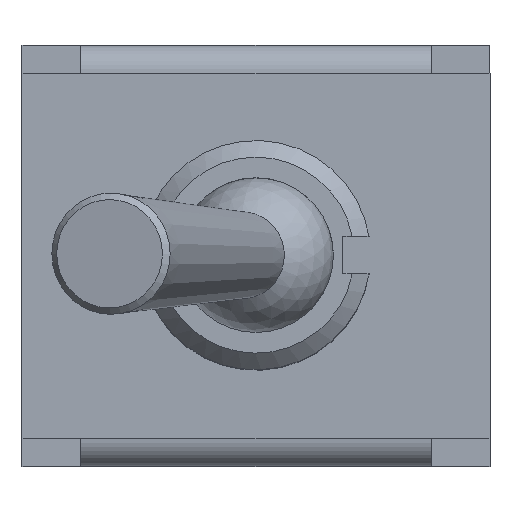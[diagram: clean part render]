
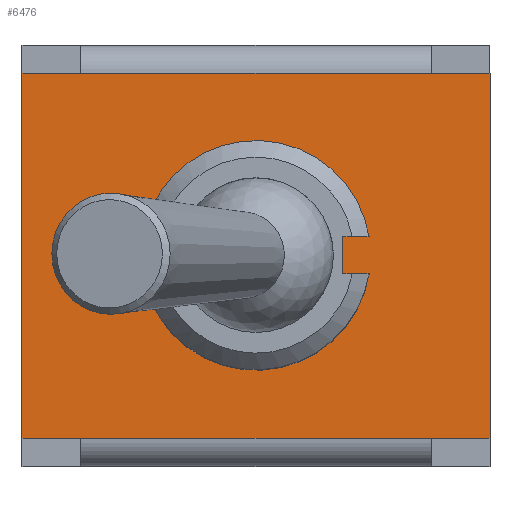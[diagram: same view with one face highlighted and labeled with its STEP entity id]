
A CAD part, top view. The second image highlights one B-rep face of the part: STEP entity #6476.
In plain terms, the highlighted planar face has unit normal (0, 0, 1).
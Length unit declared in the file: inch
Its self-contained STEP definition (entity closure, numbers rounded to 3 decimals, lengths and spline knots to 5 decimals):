
#41=FACE_BOUND('',#911,.T.);
#136=PLANE('',#7045);
#519=FACE_OUTER_BOUND('',#910,.T.);
#910=EDGE_LOOP('',(#5214,#5215,#5216,#5217,#5218,#5219,#5220,#5221));
#911=EDGE_LOOP('',(#5222,#5223,#5224,#5225));
#1238=CIRCLE('',#7044,0.12244);
#1559=LINE('',#10112,#2295);
#1563=LINE('',#10122,#2299);
#1565=LINE('',#10125,#2301);
#1566=LINE('',#10131,#2302);
#1567=LINE('',#10133,#2303);
#1568=LINE('',#10135,#2304);
#1569=LINE('',#10137,#2305);
#1570=LINE('',#10139,#2306);
#1571=LINE('',#10141,#2307);
#1572=LINE('',#10143,#2308);
#1573=LINE('',#10144,#2309);
#2295=VECTOR('',#8269,0.3937);
#2299=VECTOR('',#8279,0.3937);
#2301=VECTOR('',#8283,0.3937);
#2302=VECTOR('',#8290,0.3937);
#2303=VECTOR('',#8291,0.3937);
#2304=VECTOR('',#8292,0.3937);
#2305=VECTOR('',#8293,0.3937);
#2306=VECTOR('',#8294,0.3937);
#2307=VECTOR('',#8295,0.3937);
#2308=VECTOR('',#8296,0.3937);
#2309=VECTOR('',#8297,0.3937);
#3080=VERTEX_POINT('',#10109);
#3081=VERTEX_POINT('',#10111);
#3083=VERTEX_POINT('',#10119);
#3084=VERTEX_POINT('',#10121);
#3085=VERTEX_POINT('',#10129);
#3086=VERTEX_POINT('',#10130);
#3087=VERTEX_POINT('',#10132);
#3088=VERTEX_POINT('',#10134);
#3089=VERTEX_POINT('',#10136);
#3090=VERTEX_POINT('',#10138);
#3091=VERTEX_POINT('',#10140);
#3092=VERTEX_POINT('',#10142);
#3846=EDGE_CURVE('',#3081,#3080,#1559,.T.);
#3851=EDGE_CURVE('',#3084,#3083,#1563,.T.);
#3853=EDGE_CURVE('',#3083,#3081,#1565,.T.);
#3854=EDGE_CURVE('',#3080,#3084,#1238,.T.);
#3855=EDGE_CURVE('',#3085,#3086,#1566,.T.);
#3856=EDGE_CURVE('',#3086,#3087,#1567,.T.);
#3857=EDGE_CURVE('',#3087,#3088,#1568,.T.);
#3858=EDGE_CURVE('',#3089,#3088,#1569,.T.);
#3859=EDGE_CURVE('',#3090,#3089,#1570,.T.);
#3860=EDGE_CURVE('',#3090,#3091,#1571,.T.);
#3861=EDGE_CURVE('',#3091,#3092,#1572,.T.);
#3862=EDGE_CURVE('',#3085,#3092,#1573,.T.);
#5214=ORIENTED_EDGE('',*,*,#3855,.T.);
#5215=ORIENTED_EDGE('',*,*,#3856,.T.);
#5216=ORIENTED_EDGE('',*,*,#3857,.T.);
#5217=ORIENTED_EDGE('',*,*,#3858,.F.);
#5218=ORIENTED_EDGE('',*,*,#3859,.F.);
#5219=ORIENTED_EDGE('',*,*,#3860,.T.);
#5220=ORIENTED_EDGE('',*,*,#3861,.T.);
#5221=ORIENTED_EDGE('',*,*,#3862,.F.);
#5222=ORIENTED_EDGE('',*,*,#3851,.T.);
#5223=ORIENTED_EDGE('',*,*,#3853,.T.);
#5224=ORIENTED_EDGE('',*,*,#3846,.T.);
#5225=ORIENTED_EDGE('',*,*,#3854,.T.);
#6476=ADVANCED_FACE('',(#519,#41),#136,.T.);
#7044=AXIS2_PLACEMENT_3D('',#10127,#8286,#8287);
#7045=AXIS2_PLACEMENT_3D('',#10128,#8288,#8289);
#8269=DIRECTION('',(1.,0.,0.));
#8279=DIRECTION('',(-1.,0.,0.));
#8283=DIRECTION('',(0.,-1.,0.));
#8286=DIRECTION('center_axis',(0.,0.,
-1.));
#8287=DIRECTION('ref_axis',(0.986,0.164,0.));
#8288=DIRECTION('center_axis',(0.,0.,
1.));
#8289=DIRECTION('ref_axis',(1.,0.,0.));
#8290=DIRECTION('',(1.,0.,0.));
#8291=DIRECTION('',(1.,0.,0.));
#8292=DIRECTION('',(0.,1.,0.));
#8293=DIRECTION('',(1.,0.,0.));
#8294=DIRECTION('',(1.,0.,0.));
#8295=DIRECTION('',(-1.,0.,0.));
#8296=DIRECTION('',(0.,-1.,0.));
#8297=DIRECTION('',(-1.,0.,0.));
#10109=CARTESIAN_POINT('',(0.12078,-0.02008,0.35));
#10111=CARTESIAN_POINT('',(0.09283,-0.02008,0.35));
#10112=CARTESIAN_POINT('',(0.04642,-0.02008,0.35));
#10119=CARTESIAN_POINT('',(0.09283,0.02008,0.35));
#10121=CARTESIAN_POINT('',(0.12078,0.02008,0.35));
#10122=CARTESIAN_POINT('',(0.06039,0.02008,0.35));
#10125=CARTESIAN_POINT('',(0.09283,0.10758,0.35));
#10127=CARTESIAN_POINT('Origin',(0.,0.,
0.35));
#10128=CARTESIAN_POINT('Origin',(0.,0.19508,
0.35));
#10129=CARTESIAN_POINT('',(-0.18701,-0.19508,0.35));
#10130=CARTESIAN_POINT('',(0.18701,-0.19508,0.35));
#10131=CARTESIAN_POINT('',(0.,-0.19508,0.35));
#10132=CARTESIAN_POINT('',(0.25,-0.19508,0.35));
#10133=CARTESIAN_POINT('',(0.18701,-0.19508,0.35));
#10134=CARTESIAN_POINT('',(0.25,0.19508,0.35));
#10135=CARTESIAN_POINT('',(0.25,-0.19508,0.35));
#10136=CARTESIAN_POINT('',(0.18701,0.19508,0.35));
#10137=CARTESIAN_POINT('',(0.18701,0.19508,0.35));
#10138=CARTESIAN_POINT('',(-0.18701,0.19508,0.35));
#10139=CARTESIAN_POINT('',(0.,0.19508,0.35));
#10140=CARTESIAN_POINT('',(-0.25,0.19508,0.35));
#10141=CARTESIAN_POINT('',(-0.18701,0.19508,0.35));
#10142=CARTESIAN_POINT('',(-0.25,-0.19508,0.35));
#10143=CARTESIAN_POINT('',(-0.25,-0.19508,0.35));
#10144=CARTESIAN_POINT('',(-0.18701,-0.19508,0.35));
